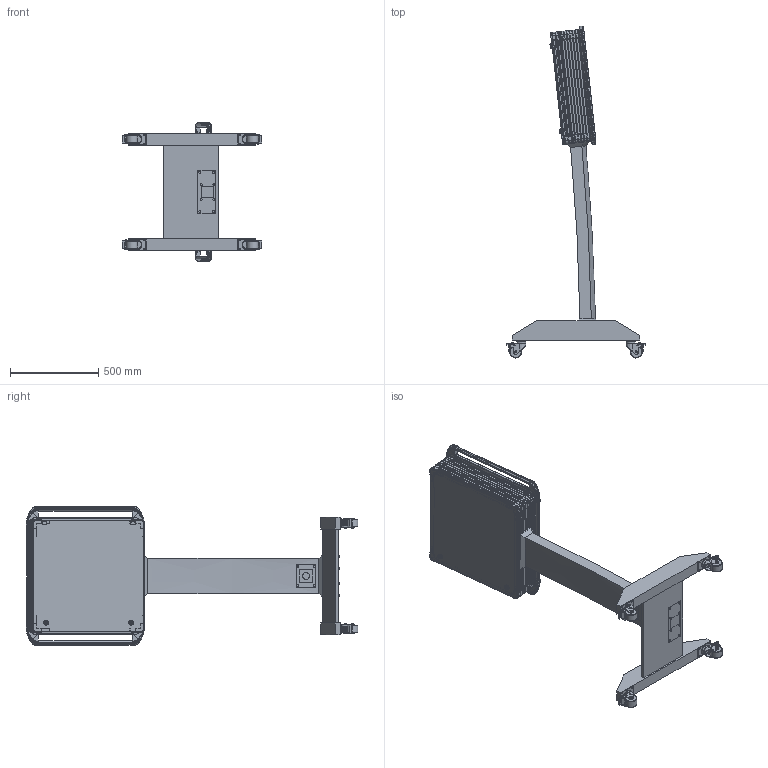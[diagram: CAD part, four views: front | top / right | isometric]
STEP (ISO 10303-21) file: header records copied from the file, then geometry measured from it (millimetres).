
FILE_DESCRIPTION(('FreeCAD Model'),'2;1');
FILE_NAME('Open CASCADE Shape Model','2025-05-28T13:31:54',('FreeCAD'),( 'FreeCAD'),'Open CASCADE STEP processor 7.6','FreeCAD','Unknown');
FILE_SCHEMA(('AUTOMOTIVE_DESIGN { 1 0 10303 214 1 1 1 1 }'));
Products named in the file (1): Open CASCADE STEP translator 7.6 1
Bounding box: 793.14 x 1884.53 x 790.56 mm (x, y, z)
Volume: 45071957.6 mm3; surface area: 5025112.1 mm2
Topology: 20 solids, 24 shells, 5330 faces, 14613 edges, 9329 vertices
Faces by surface type: bspline 5330
Entity records: 302597 total; most frequent: CARTESIAN_POINT 217215, ORIENTED_EDGE 29130, EDGE_CURVE 14565, B_SPLINE_CURVE_WITH_KNOTS 12416, VERTEX_POINT 9329, FACE_BOUND 5584, EDGE_LOOP 5584, ADVANCED_FACE 5330
